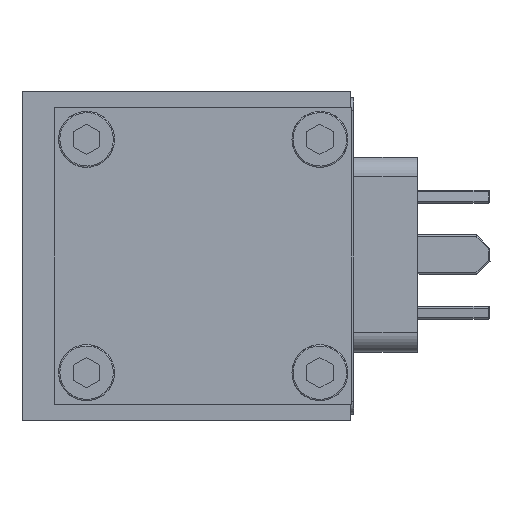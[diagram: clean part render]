
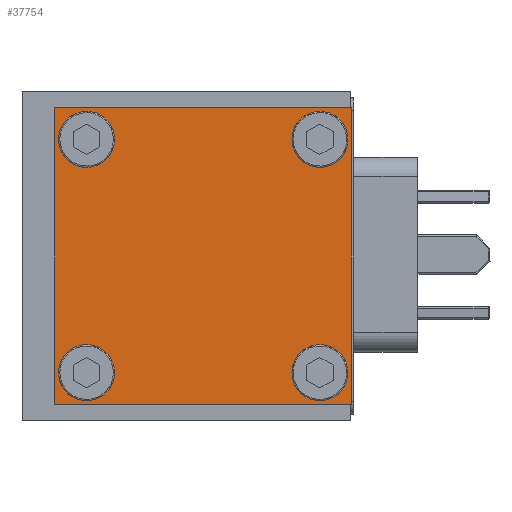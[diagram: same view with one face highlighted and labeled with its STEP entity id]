
A CAD part, left-side view. The second image highlights one B-rep face of the part: STEP entity #37754.
In plain terms, the highlighted planar face has unit normal (-1, 0, 0).
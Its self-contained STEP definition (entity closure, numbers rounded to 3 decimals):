
#28 = FACE_BOUND ( 'NONE', #2727, .T. ) ;
#736 = ORIENTED_EDGE ( 'NONE', *, *, #42394, .F. ) ;
#1534 =( BOUNDED_CURVE ( )  B_SPLINE_CURVE ( 3, ( #9282, #4741, #22026, #43249, #52348, #56032, #13548 ),
 .UNSPECIFIED., .T., .T. ) 
 B_SPLINE_CURVE_WITH_KNOTS ( ( 4, 3, 4 ),
 ( 0., 0.5, 1. ),
 .UNSPECIFIED. ) 
 CURVE ( )  GEOMETRIC_REPRESENTATION_ITEM ( )  RATIONAL_B_SPLINE_CURVE ( ( 1., 0.333, 0.333, 1., 0.333, 0.333, 1. ) ) 
 REPRESENTATION_ITEM ( '' )  );
#1952 = DIRECTION ( 'NONE',  ( 0., 0., 1. ) ) ;
#2622 = CARTESIAN_POINT ( 'NONE',  ( -7.5, 36., 0.8 ) ) ;
#2727 = EDGE_LOOP ( 'NONE', ( #33067 ) ) ;
#2891 = CARTESIAN_POINT ( 'NONE',  ( -7.5, 36., -15.4 ) ) ;
#3444 = DIRECTION ( 'NONE',  ( 1., 0., 0. ) ) ;
#4741 = CARTESIAN_POINT ( 'NONE',  ( -7.5, -2.907, -37.71 ) ) ;
#6949 = CARTESIAN_POINT ( 'NONE',  ( -7.5, 0.6, -7.3 ) ) ;
#7217 = DIRECTION ( 'NONE',  ( 0., 0., -1. ) ) ;
#7998 = FACE_BOUND ( 'NONE', #32332, .T. ) ;
#8492 = CARTESIAN_POINT ( 'NONE',  ( -7.5, 36., -42.7 ) ) ;
#8605 = EDGE_CURVE ( 'NONE', #40640, #40640, #46428, .T. ) ;
#8710 = EDGE_CURVE ( 'NONE', #8891, #21300, #49858, .T. ) ;
#8891 = VERTEX_POINT ( 'NONE', #26279 ) ;
#8899 = CARTESIAN_POINT ( 'NONE',  ( -7.5, 36., -7.3 ) ) ;
#9051 = CARTESIAN_POINT ( 'NONE',  ( -7.5, 36., -42.7 ) ) ;
#9163 = ORIENTED_EDGE ( 'NONE', *, *, #8605, .F. ) ;
#9282 = CARTESIAN_POINT ( 'NONE',  ( -7.5, 1.143, -44.725 ) ) ;
#11031 = CARTESIAN_POINT ( 'NONE',  ( -7.5, -0.15, -2.5 ) ) ;
#11448 = AXIS2_PLACEMENT_3D ( 'NONE', #38582, #3444, #12539 ) ;
#11754 = EDGE_CURVE ( 'NONE', #49688, #8891, #16303, .T. ) ;
#12539 = DIRECTION ( 'NONE',  ( 0., 0., -1. ) ) ;
#13325 = CARTESIAN_POINT ( 'NONE',  ( -7.5, 44.1, -42.7 ) ) ;
#13377 = DIRECTION ( 'NONE',  ( 0., 1., 0. ) ) ;
#13548 = CARTESIAN_POINT ( 'NONE',  ( -7.5, 1.143, -44.725 ) ) ;
#15344 =( BOUNDED_CURVE ( )  B_SPLINE_CURVE ( 3, ( #54193, #2622, #41701, #45739, #37164, #2891, #28117 ),
 .UNSPECIFIED., .T., .T. ) 
 B_SPLINE_CURVE_WITH_KNOTS ( ( 4, 3, 4 ),
 ( 0., 0.5, 1. ),
 .UNSPECIFIED. ) 
 CURVE ( )  GEOMETRIC_REPRESENTATION_ITEM ( )  RATIONAL_B_SPLINE_CURVE ( ( 1., 0.333, 0.333, 1., 0.333, 0.333, 1. ) ) 
 REPRESENTATION_ITEM ( '' )  );
#15416 = EDGE_LOOP ( 'NONE', ( #49851, #25356, #35903, #43396 ) ) ;
#16303 = LINE ( 'NONE', #38348, #27561 ) ;
#16428 = EDGE_CURVE ( 'NONE', #32968, #32968, #1534, .T. ) ;
#16821 = ORIENTED_EDGE ( 'NONE', *, *, #16428, .F. ) ;
#18617 =( BOUNDED_CURVE ( )  B_SPLINE_CURVE ( 3, ( #6949, #19981, #25069, #20244, #41767, #20510, #51139 ),
 .UNSPECIFIED., .T., .T. ) 
 B_SPLINE_CURVE_WITH_KNOTS ( ( 4, 3, 4 ),
 ( 0., 0.5, 1. ),
 .UNSPECIFIED. ) 
 CURVE ( )  GEOMETRIC_REPRESENTATION_ITEM ( )  RATIONAL_B_SPLINE_CURVE ( ( 1., 0.333, 0.333, 1., 0.333, 0.333, 1. ) ) 
 REPRESENTATION_ITEM ( '' )  );
#19095 = VERTEX_POINT ( 'NONE', #49422 ) ;
#19981 = CARTESIAN_POINT ( 'NONE',  ( -7.5, 0.6, 0.8 ) ) ;
#20244 = CARTESIAN_POINT ( 'NONE',  ( -7.5, 8.7, -7.3 ) ) ;
#20510 = CARTESIAN_POINT ( 'NONE',  ( -7.5, 0.6, -15.4 ) ) ;
#21300 = VERTEX_POINT ( 'NONE', #23083 ) ;
#21958 = EDGE_LOOP ( 'NONE', ( #736 ) ) ;
#22026 = CARTESIAN_POINT ( 'NONE',  ( -7.5, 4.107, -33.66 ) ) ;
#22351 = CARTESIAN_POINT ( 'NONE',  ( -7.5, 36., -50.8 ) ) ;
#23083 = CARTESIAN_POINT ( 'NONE',  ( -7.5, -0.15, -2.5 ) ) ;
#24455 = VERTEX_POINT ( 'NONE', #49602 ) ;
#25069 = CARTESIAN_POINT ( 'NONE',  ( -7.5, 8.7, 0.8 ) ) ;
#25356 = ORIENTED_EDGE ( 'NONE', *, *, #55762, .T. ) ;
#26279 = CARTESIAN_POINT ( 'NONE',  ( -7.5, -0.15, -47.5 ) ) ;
#26642 = CARTESIAN_POINT ( 'NONE',  ( -7.5, 44.85, -2.5 ) ) ;
#27561 = VECTOR ( 'NONE', #41470, 1000. ) ;
#28117 = CARTESIAN_POINT ( 'NONE',  ( -7.5, 36., -7.3 ) ) ;
#28175 = EDGE_CURVE ( 'NONE', #55926, #55926, #15344, .T. ) ;
#28464 = LINE ( 'NONE', #46632, #48926 ) ;
#29493 = PLANE ( 'NONE',  #11448 ) ;
#30828 = EDGE_LOOP ( 'NONE', ( #9163 ) ) ;
#32332 = EDGE_LOOP ( 'NONE', ( #16821 ) ) ;
#32968 = VERTEX_POINT ( 'NONE', #46358 ) ;
#33067 = ORIENTED_EDGE ( 'NONE', *, *, #28175, .F. ) ;
#35390 = VECTOR ( 'NONE', #1952, 1000. ) ;
#35903 = ORIENTED_EDGE ( 'NONE', *, *, #47952, .T. ) ;
#37164 = CARTESIAN_POINT ( 'NONE',  ( -7.5, 44.1, -15.4 ) ) ;
#37754 = ADVANCED_FACE ( 'NONE', ( #51088, #7998, #42800, #43086, #28 ), #29493, .F. ) ;
#38348 = CARTESIAN_POINT ( 'NONE',  ( -7.5, 44.85, -47.5 ) ) ;
#38582 = CARTESIAN_POINT ( 'NONE',  ( -7.5, -0.15, -47.5 ) ) ;
#39667 = LINE ( 'NONE', #26642, #54251 ) ;
#40640 = VERTEX_POINT ( 'NONE', #44616 ) ;
#41470 = DIRECTION ( 'NONE',  ( 0., -1., 0. ) ) ;
#41701 = CARTESIAN_POINT ( 'NONE',  ( -7.5, 44.1, 0.8 ) ) ;
#41767 = CARTESIAN_POINT ( 'NONE',  ( -7.5, 8.7, -15.4 ) ) ;
#42394 = EDGE_CURVE ( 'NONE', #19095, #19095, #18617, .T. ) ;
#42800 = FACE_BOUND ( 'NONE', #21958, .T. ) ;
#43086 = FACE_BOUND ( 'NONE', #30828, .T. ) ;
#43249 = CARTESIAN_POINT ( 'NONE',  ( -7.5, 8.157, -40.675 ) ) ;
#43396 = ORIENTED_EDGE ( 'NONE', *, *, #11754, .T. ) ;
#44616 = CARTESIAN_POINT ( 'NONE',  ( -7.5, 36., -42.7 ) ) ;
#45739 = CARTESIAN_POINT ( 'NONE',  ( -7.5, 44.1, -7.3 ) ) ;
#46358 = CARTESIAN_POINT ( 'NONE',  ( -7.5, 1.143, -44.725 ) ) ;
#46428 =( BOUNDED_CURVE ( )  B_SPLINE_CURVE ( 3, ( #9051, #47377, #48199, #13325, #51564, #22351, #8492 ),
 .UNSPECIFIED., .T., .T. ) 
 B_SPLINE_CURVE_WITH_KNOTS ( ( 4, 3, 4 ),
 ( 0., 0.5, 1. ),
 .UNSPECIFIED. ) 
 CURVE ( )  GEOMETRIC_REPRESENTATION_ITEM ( )  RATIONAL_B_SPLINE_CURVE ( ( 1., 0.333, 0.333, 1., 0.333, 0.333, 1. ) ) 
 REPRESENTATION_ITEM ( '' )  );
#46632 = CARTESIAN_POINT ( 'NONE',  ( -7.5, 44.85, -2.5 ) ) ;
#47377 = CARTESIAN_POINT ( 'NONE',  ( -7.5, 36., -34.6 ) ) ;
#47952 = EDGE_CURVE ( 'NONE', #24455, #49688, #28464, .T. ) ;
#48199 = CARTESIAN_POINT ( 'NONE',  ( -7.5, 44.1, -34.6 ) ) ;
#48926 = VECTOR ( 'NONE', #7217, 1000. ) ;
#49422 = CARTESIAN_POINT ( 'NONE',  ( -7.5, 0.6, -7.3 ) ) ;
#49602 = CARTESIAN_POINT ( 'NONE',  ( -7.5, 44.85, -2.5 ) ) ;
#49688 = VERTEX_POINT ( 'NONE', #51982 ) ;
#49851 = ORIENTED_EDGE ( 'NONE', *, *, #8710, .T. ) ;
#49858 = LINE ( 'NONE', #11031, #35390 ) ;
#51088 = FACE_OUTER_BOUND ( 'NONE', #15416, .T. ) ;
#51139 = CARTESIAN_POINT ( 'NONE',  ( -7.5, 0.6, -7.3 ) ) ;
#51564 = CARTESIAN_POINT ( 'NONE',  ( -7.5, 44.1, -50.8 ) ) ;
#51982 = CARTESIAN_POINT ( 'NONE',  ( -7.5, 44.85, -47.5 ) ) ;
#52348 = CARTESIAN_POINT ( 'NONE',  ( -7.5, 12.207, -47.69 ) ) ;
#54193 = CARTESIAN_POINT ( 'NONE',  ( -7.5, 36., -7.3 ) ) ;
#54251 = VECTOR ( 'NONE', #13377, 1000. ) ;
#55762 = EDGE_CURVE ( 'NONE', #21300, #24455, #39667, .T. ) ;
#55926 = VERTEX_POINT ( 'NONE', #8899 ) ;
#56032 = CARTESIAN_POINT ( 'NONE',  ( -7.5, 5.193, -51.74 ) ) ;
